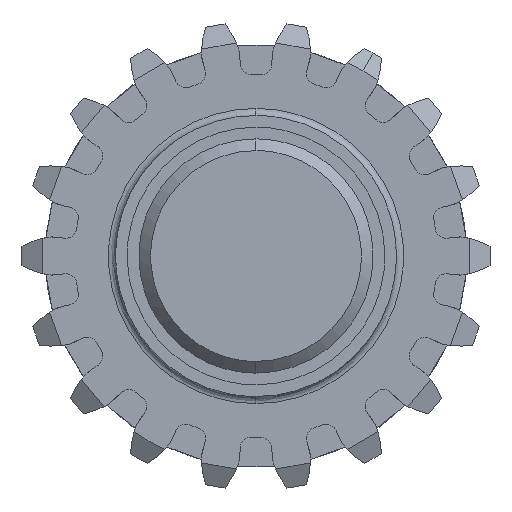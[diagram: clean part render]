
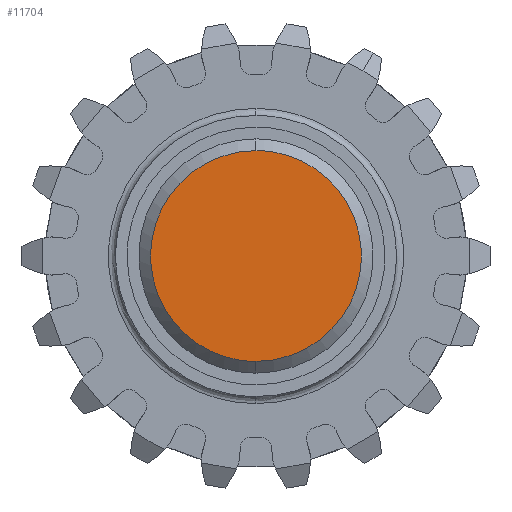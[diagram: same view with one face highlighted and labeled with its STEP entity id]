
A CAD part, front view. The second image highlights one B-rep face of the part: STEP entity #11704.
In plain terms, the highlighted free-form (B-spline) face has degree [1, 1] with [2, 2] control points.
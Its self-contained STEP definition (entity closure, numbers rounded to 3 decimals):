
#372 = VERTEX_POINT('',#373);
#373 = CARTESIAN_POINT('',(0.,-47.053,-5.572));
#378 = EDGE_CURVE('',#379,#372,#381,.T.);
#379 = VERTEX_POINT('',#380);
#380 = CARTESIAN_POINT('',(0.,-47.053,5.572));
#381 = ( BOUNDED_CURVE() B_SPLINE_CURVE(2,(#382,#383,#384,#385,#386),
.UNSPECIFIED.,.F.,.F.) B_SPLINE_CURVE_WITH_KNOTS((3,2,3),(3.142,
4.712,6.283),.PIECEWISE_BEZIER_KNOTS.) CURVE() 
GEOMETRIC_REPRESENTATION_ITEM() RATIONAL_B_SPLINE_CURVE((1.,
0.707,1.,0.707,1.)) REPRESENTATION_ITEM('') );
#382 = CARTESIAN_POINT('',(0.,-47.053,
    5.572));
#383 = CARTESIAN_POINT('',(-5.572,-47.053,
    5.572));
#384 = CARTESIAN_POINT('',(-5.572,-47.053,
    0.));
#385 = CARTESIAN_POINT('',(-5.572,-47.053,
    -5.572));
#386 = CARTESIAN_POINT('',(0.,-47.053,
    -5.572));
#11704 = ADVANCED_FACE('',(#11705),#11716,.T.);
#11705 = FACE_BOUND('',#11706,.T.);
#11706 = EDGE_LOOP('',(#11707,#11708));
#11707 = ORIENTED_EDGE('',*,*,#378,.T.);
#11708 = ORIENTED_EDGE('',*,*,#11709,.T.);
#11709 = EDGE_CURVE('',#372,#379,#11710,.T.);
#11710 = ( BOUNDED_CURVE() B_SPLINE_CURVE(2,(#11711,#11712,#11713,#11714
,#11715),.UNSPECIFIED.,.F.,.F.) B_SPLINE_CURVE_WITH_KNOTS((3,2,3),(0.,
1.571,3.142),.PIECEWISE_BEZIER_KNOTS.) CURVE() 
GEOMETRIC_REPRESENTATION_ITEM() RATIONAL_B_SPLINE_CURVE((1.,
0.707,1.,0.707,1.)) REPRESENTATION_ITEM('') );
#11711 = CARTESIAN_POINT('',(0.,-47.053,-5.572));
#11712 = CARTESIAN_POINT('',(5.572,-47.053,
    -5.572));
#11713 = CARTESIAN_POINT('',(5.572,-47.053,
    0.));
#11714 = CARTESIAN_POINT('',(5.572,-47.053,
    5.572));
#11715 = CARTESIAN_POINT('',(0.,-47.053,
    5.572));
#11716 = B_SPLINE_SURFACE_WITH_KNOTS('',1,1,(
    (#11717,#11718)
    ,(#11719,#11720
    )),.UNSPECIFIED.,.F.,.F.,.F.,(2,2),(2,2),(0.042,
    0.956),(0.045,0.957),
  .PIECEWISE_BEZIER_KNOTS.);
#11717 = CARTESIAN_POINT('',(-5.683,-47.053,
    -5.639));
#11718 = CARTESIAN_POINT('',(-5.683,-47.053,
    5.673));
#11719 = CARTESIAN_POINT('',(5.659,-47.053,
    -5.639));
#11720 = CARTESIAN_POINT('',(5.659,-47.053,
    5.673));
